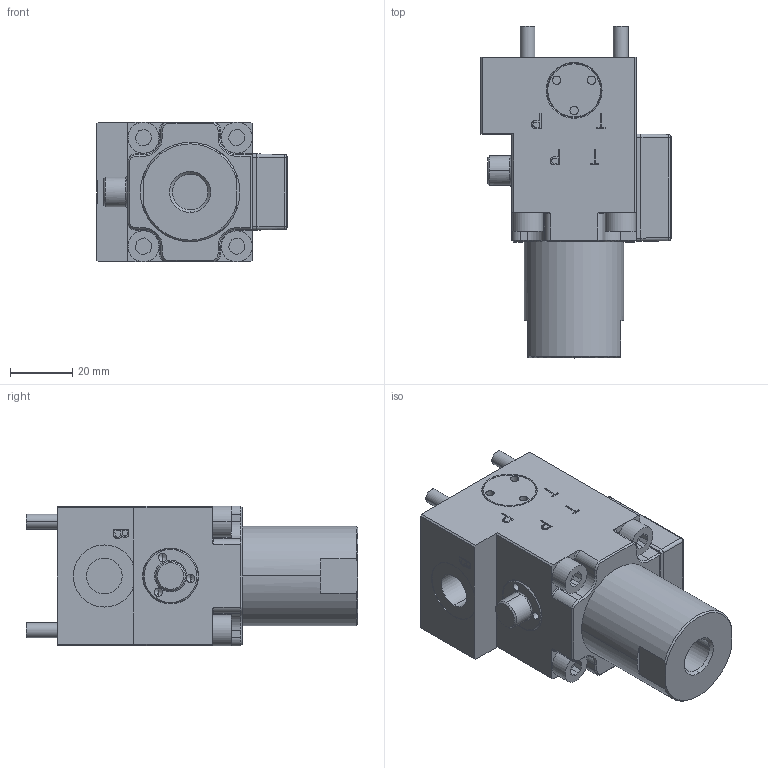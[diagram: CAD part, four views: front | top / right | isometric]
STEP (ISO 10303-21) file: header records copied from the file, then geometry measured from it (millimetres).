
FILE_DESCRIPTION (( 'STEP AP214' ), '1' );
FILE_NAME ('3832519_WVM-4B-4_2-C-AIR-V-A.STEP', '2015-09-29T06:56:24', ( 'admin' ), ( '' ), 'SwSTEP 2.0', 'SolidWorks 2014', '' );
FILE_SCHEMA (( 'AUTOMOTIVE_DESIGN' ));
Length unit declared in the file: millimetre
Products named in the file (1): 3832519_WVM-4B-4_2-C-AIR-V-A
Bounding box: 61.2 x 106.8 x 45 mm (x, y, z)
Volume: 152684.3 mm3; surface area: 31558.5 mm2
Topology: 8 solids, 11 shells, 1309 faces, 3366 edges, 2200 vertices
Faces by surface type: plane 866, bspline 275, cylinder 120, cone 48
Entity records: 61599 total; most frequent: CARTESIAN_POINT 17356, ORIENTED_EDGE 6720, DIRECTION 5198, EDGE_CURVE 3360, LINE 2468, VECTOR 2468, VERTEX_POINT 2200, EDGE_LOOP 1452
